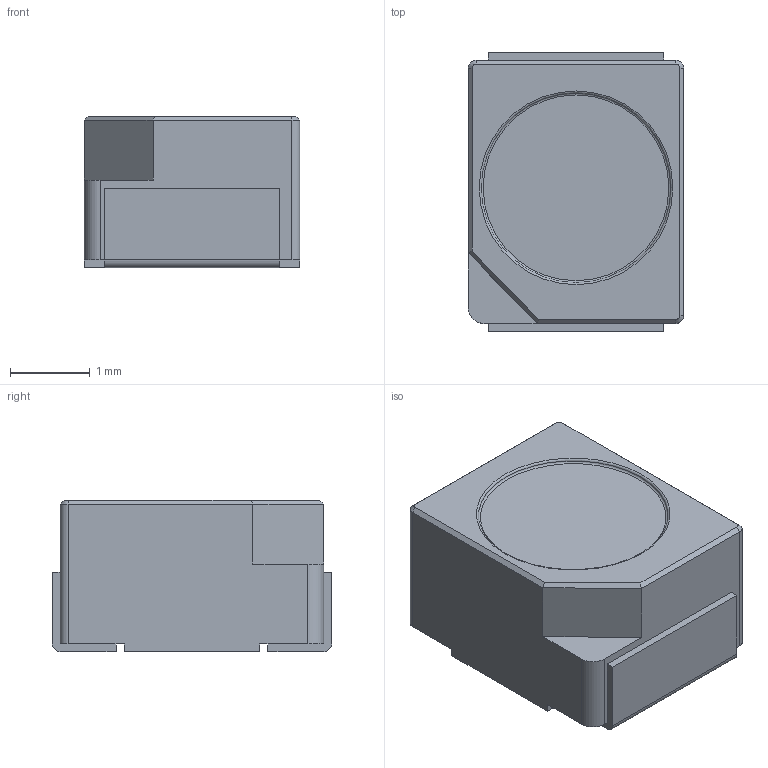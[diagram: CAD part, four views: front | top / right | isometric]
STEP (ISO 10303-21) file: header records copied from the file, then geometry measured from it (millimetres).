
FILE_DESCRIPTION(/* description */ (''),/* implementation_level */ '2;1');
FILE_NAME(/* name */ '3528LED.step',/* time_stamp */ '2022-05-24T08:46:59+08:00',/* author */ (''),/* organization */ (''),/* preprocessor_version */ 'ST-DEVELOPER v18.1',/* originating_system */ 'Autodesk Translation Framework v10.14.0.1471',/* authorisation */ '');
FILE_SCHEMA (('AUTOMOTIVE_DESIGN { 1 0 10303 214 3 1 1 }'));
Length unit declared in the file: millimetre
Products named in the file (1): 3528LED
Bounding box: 2.7 x 3.5 x 1.9 mm (x, y, z)
Volume: 16.7 mm3; surface area: 55.7 mm2
Topology: 3 solids, 3 shells, 45 faces, 105 edges, 67 vertices
Faces by surface type: plane 34, cylinder 6, cone 3, torus 2
Entity records: 1320 total; most frequent: CARTESIAN_POINT 218, DIRECTION 217, ORIENTED_EDGE 210, EDGE_CURVE 105, LINE 85, VECTOR 85, VERTEX_POINT 67, AXIS2_PLACEMENT_3D 66
